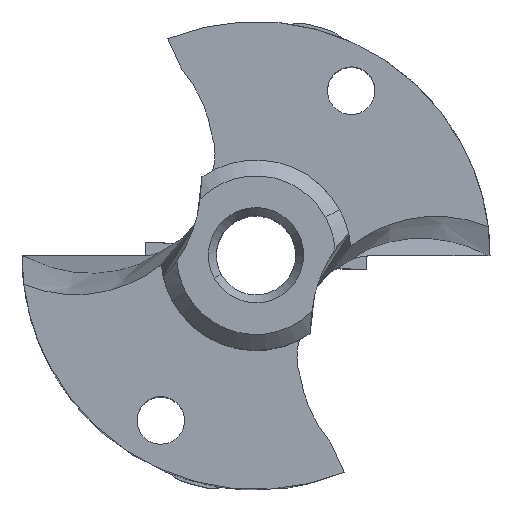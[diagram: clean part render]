
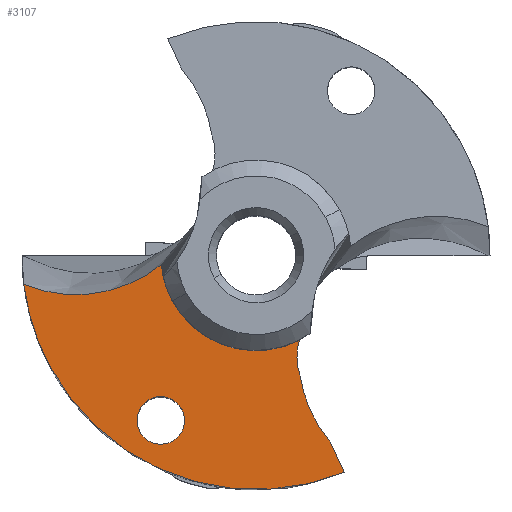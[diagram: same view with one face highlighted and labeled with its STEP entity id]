
A CAD part, top view. The second image highlights one B-rep face of the part: STEP entity #3107.
In plain terms, the highlighted planar face has unit normal (0, 0, 1).
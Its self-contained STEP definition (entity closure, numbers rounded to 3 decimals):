
#281=AXIS2_PLACEMENT_3D('Circle Axis2P3D',#279,#280,$) ;
#821=AXIS2_PLACEMENT_3D('Circle Axis2P3D',#819,#820,$) ;
#840=AXIS2_PLACEMENT_3D('Circle Axis2P3D',#838,#839,$) ;
#1920=AXIS2_PLACEMENT_3D('Circle Axis2P3D',#1918,#1919,$) ;
#2751=AXIS2_PLACEMENT_3D('Plane Axis2P3D',#2748,#2749,#2750) ;
#2938=AXIS2_PLACEMENT_3D('Circle Axis2P3D',#2936,#2937,$) ;
#3089=AXIS2_PLACEMENT_3D('Circle Axis2P3D',#3087,#3088,$) ;
#276=CARTESIAN_POINT('Vertex',(-12.944,-7.072,0.)) ;
#279=CARTESIAN_POINT('Axis2P3D Location',(0.,0.,0.)) ;
#283=CARTESIAN_POINT('Vertex',(-14.638,-1.815,0.)) ;
#449=CARTESIAN_POINT('Vertex',(4.72,-11.82,0.)) ;
#453=CARTESIAN_POINT('Control Point',(4.72,-11.82,0.)) ;
#454=CARTESIAN_POINT('Control Point',(4.891,-12.187,0.)) ;
#455=CARTESIAN_POINT('Control Point',(5.062,-12.554,0.)) ;
#456=CARTESIAN_POINT('Control Point',(5.234,-12.921,0.)) ;
#457=CARTESIAN_POINT('Control Point',(5.405,-13.288,0.)) ;
#458=CARTESIAN_POINT('Control Point',(5.576,-13.655,0.)) ;
#459=CARTESIAN_POINT('Vertex',(5.576,-13.655,0.)) ;
#614=CARTESIAN_POINT('Control Point',(-14.638,-1.815,0.)) ;
#615=CARTESIAN_POINT('Control Point',(-13.013,-2.494,0.)) ;
#616=CARTESIAN_POINT('Control Point',(-11.134,-2.787,0.)) ;
#617=CARTESIAN_POINT('Control Point',(-9.158,-2.516,0.)) ;
#618=CARTESIAN_POINT('Control Point',(-7.398,-1.717,0.)) ;
#619=CARTESIAN_POINT('Control Point',(-5.972,-0.577,0.)) ;
#620=CARTESIAN_POINT('Vertex',(-5.972,-0.577,0.)) ;
#816=CARTESIAN_POINT('Vertex',(-6.,-8.892,0.)) ;
#819=CARTESIAN_POINT('Axis2P3D Location',(-6.,-10.392,0.)) ;
#823=CARTESIAN_POINT('Vertex',(-6.,-11.892,0.)) ;
#838=CARTESIAN_POINT('Axis2P3D Location',(-6.,-10.392,0.)) ;
#876=CARTESIAN_POINT('Vertex',(2.8,-7.665,0.)) ;
#880=CARTESIAN_POINT('Control Point',(4.72,-11.82,0.)) ;
#881=CARTESIAN_POINT('Control Point',(3.981,-10.95,0.)) ;
#882=CARTESIAN_POINT('Control Point',(3.384,-9.93,0.)) ;
#883=CARTESIAN_POINT('Control Point',(2.989,-8.811,0.)) ;
#884=CARTESIAN_POINT('Control Point',(2.8,-7.665,0.)) ;
#1521=CARTESIAN_POINT('Vertex',(2.732,-5.349,0.)) ;
#1549=CARTESIAN_POINT('Vertex',(2.733,-5.342,0.)) ;
#1553=CARTESIAN_POINT('Control Point',(2.732,-5.349,0.)) ;
#1554=CARTESIAN_POINT('Control Point',(2.732,-5.345,0.)) ;
#1555=CARTESIAN_POINT('Control Point',(2.733,-5.342,0.)) ;
#1915=CARTESIAN_POINT('Vertex',(-5.265,-2.877,0.)) ;
#1918=CARTESIAN_POINT('Axis2P3D Location',(0.,0.,0.)) ;
#2748=CARTESIAN_POINT('Axis2P3D Location',(14.75,0.,0.)) ;
#2936=CARTESIAN_POINT('Axis2P3D Location',(0.,0.,0.)) ;
#3017=CARTESIAN_POINT('Control Point',(2.8,-7.665,0.)) ;
#3018=CARTESIAN_POINT('Control Point',(2.606,-7.123,0.)) ;
#3019=CARTESIAN_POINT('Control Point',(2.52,-6.531,0.)) ;
#3020=CARTESIAN_POINT('Control Point',(2.564,-5.924,0.)) ;
#3021=CARTESIAN_POINT('Control Point',(2.732,-5.349,0.)) ;
#3087=CARTESIAN_POINT('Axis2P3D Location',(0.,0.,0.)) ;
#280=DIRECTION('Axis2P3D Direction',(0.,0.,1.)) ;
#820=DIRECTION('Axis2P3D Direction',(-0.,0.,-1.)) ;
#839=DIRECTION('Axis2P3D Direction',(-0.,0.,-1.)) ;
#1919=DIRECTION('Axis2P3D Direction',(0.,0.,1.)) ;
#2749=DIRECTION('Axis2P3D Direction',(0.,0.,1.)) ;
#2750=DIRECTION('Axis2P3D XDirection',(1.,0.,0.)) ;
#2937=DIRECTION('Axis2P3D Direction',(0.,0.,1.)) ;
#3088=DIRECTION('Axis2P3D Direction',(0.,0.,1.)) ;
#3093=ORIENTED_EDGE('',*,*,#885,.T.) ;
#3094=ORIENTED_EDGE('',*,*,#3022,.T.) ;
#3095=ORIENTED_EDGE('',*,*,#1556,.T.) ;
#3096=ORIENTED_EDGE('',*,*,#1922,.F.) ;
#3097=ORIENTED_EDGE('',*,*,#2940,.F.) ;
#3098=ORIENTED_EDGE('',*,*,#622,.F.) ;
#3099=ORIENTED_EDGE('',*,*,#285,.T.) ;
#3100=ORIENTED_EDGE('',*,*,#3091,.T.) ;
#3101=ORIENTED_EDGE('',*,*,#461,.F.) ;
#3104=ORIENTED_EDGE('',*,*,#825,.T.) ;
#3105=ORIENTED_EDGE('',*,*,#842,.T.) ;
#3106=FACE_BOUND('',#3103,.T.) ;
#3107=ADVANCED_FACE('NOCUT',(#3102,#3106),#2752,.T.) ;
#452=B_SPLINE_CURVE_WITH_KNOTS('',5,(#453,#454,#455,#456,#457,#458),.UNSPECIFIED.,.F.,.U.,(6,6),(0.499,2.524),.UNSPECIFIED.) ;
#613=B_SPLINE_CURVE_WITH_KNOTS('',5,(#614,#615,#616,#617,#618,#619),.UNSPECIFIED.,.F.,.U.,(6,6),(0.179,13.111),.UNSPECIFIED.) ;
#879=B_SPLINE_CURVE_WITH_KNOTS('',4,(#880,#881,#882,#883,#884),.UNSPECIFIED.,.F.,.U.,(5,5),(4.293,10.758),.UNSPECIFIED.) ;
#1552=B_SPLINE_CURVE_WITH_KNOTS('',2,(#1553,#1554,#1555),.UNSPECIFIED.,.F.,.U.,(3,3),(14.018,14.028),.UNSPECIFIED.) ;
#3016=B_SPLINE_CURVE_WITH_KNOTS('',4,(#3017,#3018,#3019,#3020,#3021),.UNSPECIFIED.,.F.,.U.,(5,5),(0.511,3.881),.UNSPECIFIED.) ;
#282=CIRCLE('generated circle',#281,14.75) ;
#822=CIRCLE('generated circle',#821,1.5) ;
#841=CIRCLE('generated circle',#840,1.5) ;
#1921=CIRCLE('generated circle',#1920,6.) ;
#2939=CIRCLE('generated circle',#2938,6.) ;
#3090=CIRCLE('generated circle',#3089,14.75) ;
#285=EDGE_CURVE('',#284,#277,#282,.T.) ;
#461=EDGE_CURVE('',#450,#460,#452,.T.) ;
#622=EDGE_CURVE('',#284,#621,#613,.T.) ;
#825=EDGE_CURVE('',#824,#817,#822,.T.) ;
#842=EDGE_CURVE('',#817,#824,#841,.T.) ;
#885=EDGE_CURVE('',#450,#877,#879,.T.) ;
#1556=EDGE_CURVE('',#1522,#1550,#1552,.T.) ;
#1922=EDGE_CURVE('',#1916,#1550,#1921,.T.) ;
#2940=EDGE_CURVE('',#621,#1916,#2939,.T.) ;
#3022=EDGE_CURVE('',#877,#1522,#3016,.T.) ;
#3091=EDGE_CURVE('',#277,#460,#3090,.T.) ;
#3092=EDGE_LOOP('',(#3093,#3094,#3095,#3096,#3097,#3098,#3099,#3100,#3101)) ;
#3103=EDGE_LOOP('',(#3104,#3105)) ;
#3102=FACE_OUTER_BOUND('',#3092,.T.) ;
#2752=PLANE('',#2751) ;
#277=VERTEX_POINT('',#276) ;
#284=VERTEX_POINT('',#283) ;
#450=VERTEX_POINT('',#449) ;
#460=VERTEX_POINT('',#459) ;
#621=VERTEX_POINT('',#620) ;
#817=VERTEX_POINT('',#816) ;
#824=VERTEX_POINT('',#823) ;
#877=VERTEX_POINT('',#876) ;
#1522=VERTEX_POINT('',#1521) ;
#1550=VERTEX_POINT('',#1549) ;
#1916=VERTEX_POINT('',#1915) ;
